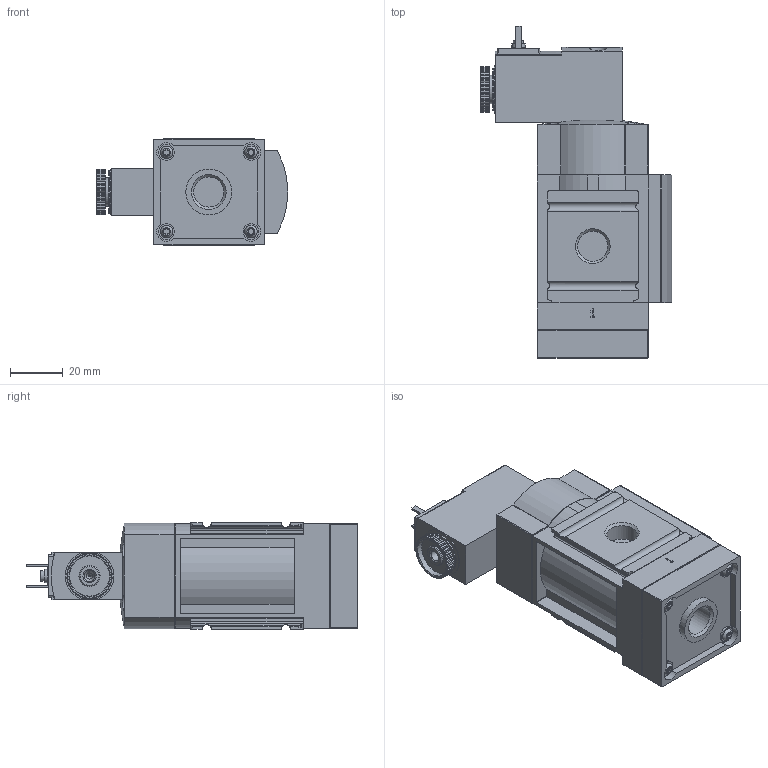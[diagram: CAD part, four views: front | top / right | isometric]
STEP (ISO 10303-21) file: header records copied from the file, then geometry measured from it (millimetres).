
FILE_DESCRIPTION(/* description */ ('STEP AP214'),/* implementation_level */ '2;1');
FILE_NAME(/* name */ '8176511_MS4-EDE-1_4-V24-F1A-B',/* time_stamp */ '2024-09-09T15:47:05+02:00',/* author */ ('License CC BY-ND 4.0'),/* organization */ ('CADENAS'),/* preprocessor_version */ 'ST-DEVELOPER v19.3',/* originating_system */ 'PARTsolutions',/* authorisation */ ' ');
FILE_SCHEMA (('AUTOMOTIVE_DESIGN {1 0 10303 214 3 1 1}'));
Length unit declared in the file: millimetre
Products named in the file (1): 8176511 MS4-EDE-1/4-V24-F1A-B---(high)
Bounding box: 72.6 x 125.76 x 40.2 mm (x, y, z)
Volume: 165005.8 mm3; surface area: 28338.9 mm2
Topology: 1 solids, 1 shells, 640 faces, 1726 edges, 1143 vertices
Faces by surface type: cylinder 290, plane 288, cone 45, torus 15, sphere 2
Full cylindrical faces by diameter (mm): 0.67 x1, 2.013 x1, 2.4 x1, 2.8 x1, 3.8 x1, 4.134 x1, 5 x1, 5.3 x2, 6 x8, 6.5 x2, 7.4 x4, 8 x1, 10 x1, 10.73 x1, 11.445 x3, 15.25 x1, 16 x1, 17.4 x1
Entity records: 24531 total; most frequent: CARTESIAN_POINT 3838, DIRECTION 3473, ORIENTED_EDGE 3314, EDGE_CURVE 1657, AXIS2_PLACEMENT_3D 1302, VERTEX_POINT 1130, LINE 869, VECTOR 869
